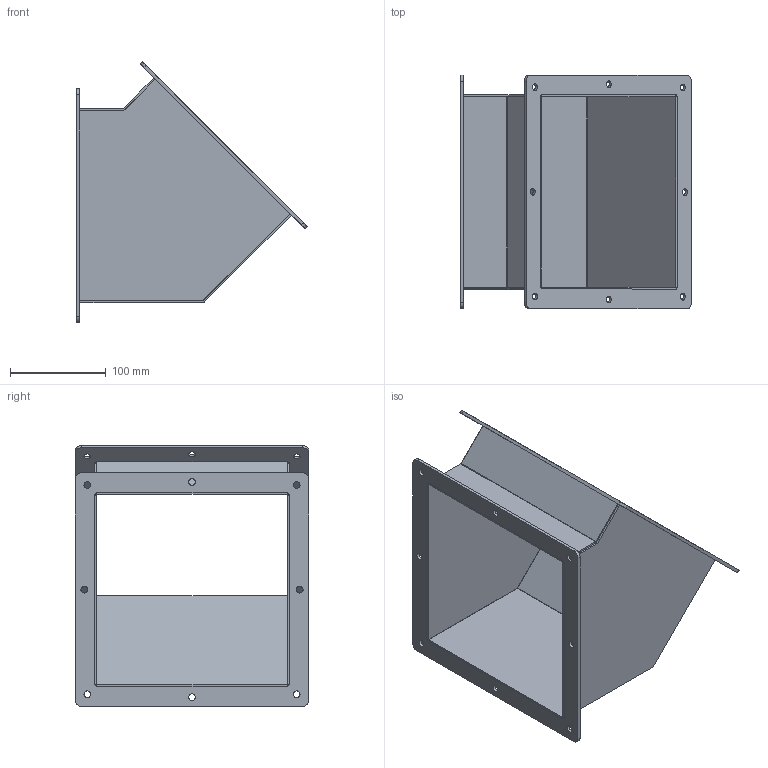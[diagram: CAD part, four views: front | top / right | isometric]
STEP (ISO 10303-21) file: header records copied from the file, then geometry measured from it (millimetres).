
FILE_DESCRIPTION(/* description */ (''),/* implementation_level */ '2;1');
FILE_NAME(/* name */ 'JWL458.stp',/* time_stamp */ '2017-05-19T11:30:34-05:00',/* author */ ('dnichola'),/* organization */ (''),/* preprocessor_version */ 'ST-DEVELOPER v16.1',/* originating_system */ 'Autodesk Inventor 2016',/* authorisation */ '');
FILE_SCHEMA (('AUTOMOTIVE_DESIGN { 1 0 10303 214 3 1 1 }'));
Length unit declared in the file: inch
Products named in the file (5): JWL458BPP; JWL458TB; JWL458FPP; JW8_RING; JWL_assm
Assembly tree (6 placements, depth 2):
  JWL_assm
    JWL458BPP
    JWL458TB  x2
    JWL458FPP
    JW8_RING  x2
Bounding box: 241.76 x 244.47 x 273.01 mm (x, y, z)
Volume: 387599.7 mm3; surface area: 380583.1 mm2
Topology: 6 solids, 6 shells, 96 faces, 236 edges, 152 vertices
Faces by surface type: plane 60, cylinder 36
Full cylindrical faces by diameter (mm): 7.144 x16
Entity records: 1952 total; most frequent: DIRECTION 324, CARTESIAN_POINT 303, ORIENTED_EDGE 276, EDGE_CURVE 138, AXIS2_PLACEMENT_3D 113, LINE 98, VECTOR 98, VERTEX_POINT 92
